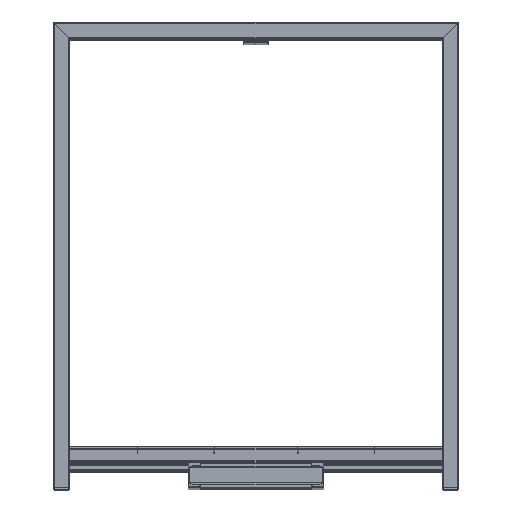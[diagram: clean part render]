
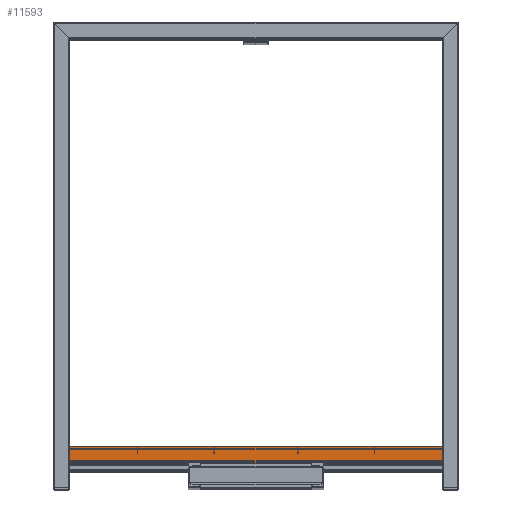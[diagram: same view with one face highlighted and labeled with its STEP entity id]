
A CAD part, top view. The second image highlights one B-rep face of the part: STEP entity #11593.
In plain terms, the highlighted free-form (B-spline) face has degree [1, 1] with [2, 2] control points.
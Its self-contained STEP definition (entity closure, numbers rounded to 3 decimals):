
#11593 = ADVANCED_FACE('',(#11594),#11624,.T.);
#11594 = FACE_BOUND('',#11595,.T.);
#11595 = EDGE_LOOP('',(#11596,#11605,#11612,#11619));
#11596 = ORIENTED_EDGE('',*,*,#11597,.T.);
#11597 = EDGE_CURVE('',#11598,#11600,#11602,.T.);
#11598 = VERTEX_POINT('',#11599);
#11599 = CARTESIAN_POINT('',(-1119.042,0.,0.));
#11600 = VERTEX_POINT('',#11601);
#11601 = CARTESIAN_POINT('',(-1119.042,97.308,0.));
#11602 = B_SPLINE_CURVE_WITH_KNOTS('',1,(#11603,#11604),.UNSPECIFIED.,
  .F.,.F.,(2,2),(0.,100.),.PIECEWISE_BEZIER_KNOTS.);
#11603 = CARTESIAN_POINT('',(-1119.042,0.,0.));
#11604 = CARTESIAN_POINT('',(-1119.042,97.308,0.));
#11605 = ORIENTED_EDGE('',*,*,#11606,.T.);
#11606 = EDGE_CURVE('',#11600,#11607,#11609,.T.);
#11607 = VERTEX_POINT('',#11608);
#11608 = CARTESIAN_POINT('',(1119.042,97.308,0.));
#11609 = B_SPLINE_CURVE_WITH_KNOTS('',1,(#11610,#11611),.UNSPECIFIED.,
  .F.,.F.,(2,2),(0.,2300.),.PIECEWISE_BEZIER_KNOTS.);
#11610 = CARTESIAN_POINT('',(-1119.042,97.308,0.));
#11611 = CARTESIAN_POINT('',(1119.042,97.308,0.));
#11612 = ORIENTED_EDGE('',*,*,#11613,.T.);
#11613 = EDGE_CURVE('',#11607,#11614,#11616,.T.);
#11614 = VERTEX_POINT('',#11615);
#11615 = CARTESIAN_POINT('',(1119.042,0.,0.));
#11616 = B_SPLINE_CURVE_WITH_KNOTS('',1,(#11617,#11618),.UNSPECIFIED.,
  .F.,.F.,(2,2),(0.,100.),.PIECEWISE_BEZIER_KNOTS.);
#11617 = CARTESIAN_POINT('',(1119.042,97.308,0.));
#11618 = CARTESIAN_POINT('',(1119.042,0.,0.));
#11619 = ORIENTED_EDGE('',*,*,#11620,.T.);
#11620 = EDGE_CURVE('',#11614,#11598,#11621,.T.);
#11621 = B_SPLINE_CURVE_WITH_KNOTS('',1,(#11622,#11623),.UNSPECIFIED.,
  .F.,.F.,(2,2),(0.,2300.),.PIECEWISE_BEZIER_KNOTS.);
#11622 = CARTESIAN_POINT('',(1119.042,0.,0.));
#11623 = CARTESIAN_POINT('',(-1119.042,0.,0.));
#11624 = B_SPLINE_SURFACE_WITH_KNOTS('',1,1,(
    (#11625,#11626)
    ,(#11627,#11628
    )),.UNSPECIFIED.,.F.,.F.,.F.,(2,2),(2,2),(0.,1.),(0.,1.),
  .PIECEWISE_BEZIER_KNOTS.);
#11625 = CARTESIAN_POINT('',(-1119.042,0.,0.));
#11626 = CARTESIAN_POINT('',(1119.042,0.,0.));
#11627 = CARTESIAN_POINT('',(-1119.042,97.308,0.));
#11628 = CARTESIAN_POINT('',(1119.042,97.308,0.));
